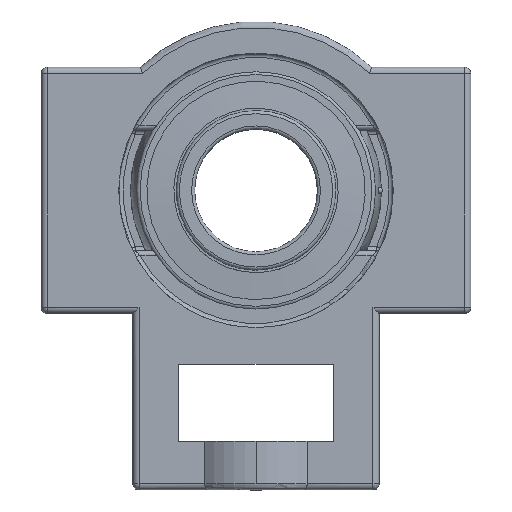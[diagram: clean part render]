
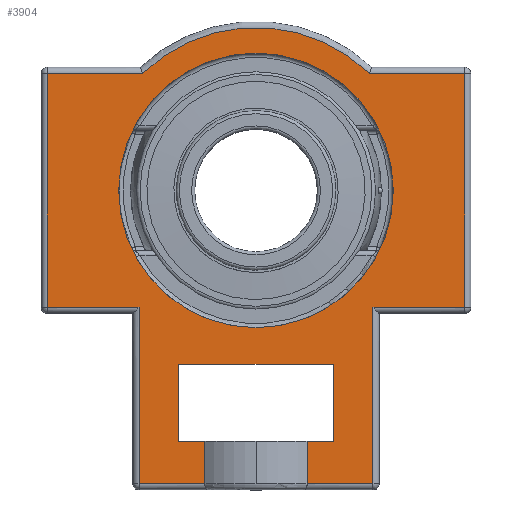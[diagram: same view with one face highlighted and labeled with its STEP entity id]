
A CAD part, top view. The second image highlights one B-rep face of the part: STEP entity #3904.
In plain terms, the highlighted planar face has unit normal (0, 0, 1).
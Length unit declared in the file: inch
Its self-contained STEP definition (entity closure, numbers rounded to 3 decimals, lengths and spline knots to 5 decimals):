
#2196=CARTESIAN_POINT('',(-0.,-1.11964,0.47244));
#2197=VERTEX_POINT('',#2196);
#2204=CARTESIAN_POINT('',(0.,1.11964,0.47244));
#2205=VERTEX_POINT('',#2204);
#2206=CARTESIAN_POINT('',(0.,0.,0.47244));
#2207=DIRECTION('',(0.,0.,-1.));
#2208=DIRECTION('',(0.,1.,0.));
#2209=AXIS2_PLACEMENT_3D('',#2206,#2207,#2208);
#2210=CIRCLE('',#2209,1.11964);
#2211=EDGE_CURVE('',#2205,#2197,#2210,.T.);
#2213=CARTESIAN_POINT('',(0.,0.,0.47244));
#2214=DIRECTION('',(0.,0.,-1.));
#2215=DIRECTION('',(0.,1.,0.));
#2216=AXIS2_PLACEMENT_3D('',#2213,#2214,#2215);
#2217=CIRCLE('',#2216,1.11964);
#2218=EDGE_CURVE('',#2197,#2205,#2217,.T.);
#2302=CARTESIAN_POINT('',(-1.70197,0.95394,0.47244));
#2303=VERTEX_POINT('',#2302);
#2328=CARTESIAN_POINT('',(1.70197,0.95394,0.47244));
#2329=VERTEX_POINT('',#2328);
#2372=CARTESIAN_POINT('',(-1.70197,-0.95394,0.47244));
#2373=VERTEX_POINT('',#2372);
#2398=CARTESIAN_POINT('',(1.70197,-0.95394,0.47244));
#2399=VERTEX_POINT('',#2398);
#2440=CARTESIAN_POINT('',(0.95394,-0.95394,0.47244));
#2441=VERTEX_POINT('',#2440);
#2442=CARTESIAN_POINT('',(0.86547,-0.95394,0.47244));
#2443=DIRECTION('',(-1.,0.,0.));
#2444=VECTOR('',#2443,0.2945);
#2445=LINE('',#2442,#2444);
#2446=EDGE_CURVE('',#2399,#2441,#2445,.T.);
#2463=CARTESIAN_POINT('',(-0.95394,-2.39094,0.47244));
#2464=VERTEX_POINT('',#2463);
#2498=CARTESIAN_POINT('',(0.95394,-2.39094,0.47244));
#2499=VERTEX_POINT('',#2498);
#3268=CARTESIAN_POINT('',(0.41665,-2.39094,0.47244));
#3269=VERTEX_POINT('',#3268);
#3270=CARTESIAN_POINT('',(0.00108,-2.39094,0.47244));
#3271=DIRECTION('',(-1.,0.,0.));
#3272=VECTOR('',#3271,0.21153);
#3273=LINE('',#3270,#3272);
#3274=EDGE_CURVE('',#2499,#3269,#3273,.T.);
#3301=CARTESIAN_POINT('',(0.95394,-1.09234,0.47244));
#3302=DIRECTION('',(0.,-1.,0.));
#3303=VECTOR('',#3302,0.56575);
#3304=LINE('',#3301,#3303);
#3305=EDGE_CURVE('',#2441,#2499,#3304,.T.);
#3356=CARTESIAN_POINT('',(-0.95394,-0.95394,0.47244));
#3357=VERTEX_POINT('',#3356);
#3358=CARTESIAN_POINT('',(-0.95394,-1.65809,0.47244));
#3359=DIRECTION('',(0.,1.,0.));
#3360=VECTOR('',#3359,0.56575);
#3361=LINE('',#3358,#3360);
#3362=EDGE_CURVE('',#2464,#3357,#3361,.T.);
#3379=CARTESIAN_POINT('',(-0.41665,-2.39094,0.47244));
#3380=VERTEX_POINT('',#3379);
#3381=CARTESIAN_POINT('',(-0.53853,-2.39094,0.47244));
#3382=DIRECTION('',(-1.,0.,0.));
#3383=VECTOR('',#3382,0.21153);
#3384=LINE('',#3381,#3383);
#3385=EDGE_CURVE('',#3380,#2464,#3384,.T.);
#3454=CARTESIAN_POINT('',(-1.01561,-0.95394,0.47244));
#3455=DIRECTION('',(-1.,0.,0.));
#3456=VECTOR('',#3455,0.2945);
#3457=LINE('',#3454,#3456);
#3458=EDGE_CURVE('',#3357,#2373,#3457,.T.);
#3516=CARTESIAN_POINT('',(1.70197,0.18095,0.47244));
#3517=DIRECTION('',(0.,-1.,0.));
#3518=VECTOR('',#3517,0.75113);
#3519=LINE('',#3516,#3518);
#3520=EDGE_CURVE('',#2329,#2399,#3519,.T.);
#3570=CARTESIAN_POINT('',(-1.70197,-0.57019,0.47244));
#3571=DIRECTION('',(0.,1.,0.));
#3572=VECTOR('',#3571,0.75113);
#3573=LINE('',#3570,#3572);
#3574=EDGE_CURVE('',#2373,#2303,#3573,.T.);
#3616=CARTESIAN_POINT('',(0.92383,0.95394,0.47244));
#3617=VERTEX_POINT('',#3616);
#3618=CARTESIAN_POINT('',(0.55001,0.95394,0.47244));
#3619=DIRECTION('',(1.,0.,-0.));
#3620=VECTOR('',#3619,0.30635);
#3621=LINE('',#3618,#3620);
#3622=EDGE_CURVE('',#3617,#2329,#3621,.T.);
#3699=CARTESIAN_POINT('',(-0.92383,0.95394,0.47244));
#3700=VERTEX_POINT('',#3699);
#3701=CARTESIAN_POINT('',(-1.301,0.95394,0.47244));
#3702=DIRECTION('',(1.,0.,-0.));
#3703=VECTOR('',#3702,0.30635);
#3704=LINE('',#3701,#3703);
#3705=EDGE_CURVE('',#2303,#3700,#3704,.T.);
#3732=CARTESIAN_POINT('',(0.,0.,0.47244));
#3733=DIRECTION('',(0.,0.,-1.));
#3734=DIRECTION('',(0.,1.,0.));
#3735=AXIS2_PLACEMENT_3D('',#3732,#3733,#3734);
#3736=CIRCLE('',#3735,1.32795);
#3737=EDGE_CURVE('',#3700,#3617,#3736,.T.);
#3828=CARTESIAN_POINT('',(-0.73336,-0.64199,0.47244));
#3829=DIRECTION('',(0.,0.,1.));
#3830=DIRECTION('',(1.,0.,0.));
#3831=AXIS2_PLACEMENT_3D('',#3828,#3829,#3830);
#3832=PLANE('',#3831);
#3833=ORIENTED_EDGE('',*,*,#3274,.F.);
#3834=ORIENTED_EDGE('',*,*,#3305,.F.);
#3835=ORIENTED_EDGE('',*,*,#2446,.F.);
#3836=ORIENTED_EDGE('',*,*,#3520,.F.);
#3837=ORIENTED_EDGE('',*,*,#3622,.F.);
#3838=ORIENTED_EDGE('',*,*,#3737,.F.);
#3839=ORIENTED_EDGE('',*,*,#3705,.F.);
#3840=ORIENTED_EDGE('',*,*,#3574,.F.);
#3841=ORIENTED_EDGE('',*,*,#3458,.F.);
#3842=ORIENTED_EDGE('',*,*,#3362,.F.);
#3843=ORIENTED_EDGE('',*,*,#3385,.F.);
#3844=CARTESIAN_POINT('',(-0.41665,-2.04724,0.47244));
#3845=VERTEX_POINT('',#3844);
#3846=CARTESIAN_POINT('',(-0.41665,-2.30191,0.47244));
#3847=DIRECTION('',(0.,1.,0.));
#3848=VECTOR('',#3847,0.13532);
#3849=LINE('',#3846,#3848);
#3850=EDGE_CURVE('',#3380,#3845,#3849,.T.);
#3851=ORIENTED_EDGE('',*,*,#3850,.T.);
#3852=CARTESIAN_POINT('',(-0.62992,-2.04724,0.47244));
#3853=VERTEX_POINT('',#3852);
#3854=CARTESIAN_POINT('',(-0.62992,-2.04724,0.47244));
#3855=DIRECTION('',(1.,0.,-0.));
#3856=VECTOR('',#3855,0.08396);
#3857=LINE('',#3854,#3856);
#3858=EDGE_CURVE('',#3853,#3845,#3857,.T.);
#3859=ORIENTED_EDGE('',*,*,#3858,.F.);
#3860=CARTESIAN_POINT('',(-0.62992,-1.41732,0.47244));
#3861=VERTEX_POINT('',#3860);
#3862=CARTESIAN_POINT('',(-0.62992,-1.41732,0.47244));
#3863=DIRECTION('',(0.,-1.,0.));
#3864=VECTOR('',#3863,0.248);
#3865=LINE('',#3862,#3864);
#3866=EDGE_CURVE('',#3861,#3853,#3865,.T.);
#3867=ORIENTED_EDGE('',*,*,#3866,.F.);
#3868=CARTESIAN_POINT('',(0.62992,-1.41732,0.47244));
#3869=VERTEX_POINT('',#3868);
#3870=CARTESIAN_POINT('',(0.248,-1.41732,0.47244));
#3871=DIRECTION('',(-1.,0.,0.));
#3872=VECTOR('',#3871,0.496);
#3873=LINE('',#3870,#3872);
#3874=EDGE_CURVE('',#3869,#3861,#3873,.T.);
#3875=ORIENTED_EDGE('',*,*,#3874,.F.);
#3876=CARTESIAN_POINT('',(0.62992,-2.04724,0.47244));
#3877=VERTEX_POINT('',#3876);
#3878=CARTESIAN_POINT('',(0.62992,-1.66532,0.47244));
#3879=DIRECTION('',(0.,1.,0.));
#3880=VECTOR('',#3879,0.248);
#3881=LINE('',#3878,#3880);
#3882=EDGE_CURVE('',#3877,#3869,#3881,.T.);
#3883=ORIENTED_EDGE('',*,*,#3882,.F.);
#3884=CARTESIAN_POINT('',(0.41665,-2.04724,0.47244));
#3885=VERTEX_POINT('',#3884);
#3886=CARTESIAN_POINT('',(-0.21788,-2.04724,0.47244));
#3887=DIRECTION('',(1.,0.,-0.));
#3888=VECTOR('',#3887,0.08396);
#3889=LINE('',#3886,#3888);
#3890=EDGE_CURVE('',#3885,#3877,#3889,.T.);
#3891=ORIENTED_EDGE('',*,*,#3890,.F.);
#3892=CARTESIAN_POINT('',(0.41665,-2.16659,0.47244));
#3893=DIRECTION('',(0.,-1.,0.));
#3894=VECTOR('',#3893,0.13532);
#3895=LINE('',#3892,#3894);
#3896=EDGE_CURVE('',#3885,#3269,#3895,.T.);
#3897=ORIENTED_EDGE('',*,*,#3896,.T.);
#3898=EDGE_LOOP('',(#3833,#3834,#3835,#3836,#3837,#3838,#3839,#3840,#3841,#3842,#3843,#3851,#3859,#3867,#3875,#3883,#3891,#3897));
#3899=FACE_BOUND('',#3898,.T.);
#3900=ORIENTED_EDGE('',*,*,#2211,.T.);
#3901=ORIENTED_EDGE('',*,*,#2218,.T.);
#3902=EDGE_LOOP('',(#3900,#3901));
#3903=FACE_BOUND('',#3902,.T.);
#3904=ADVANCED_FACE('',(#3899,#3903),#3832,.T.);
